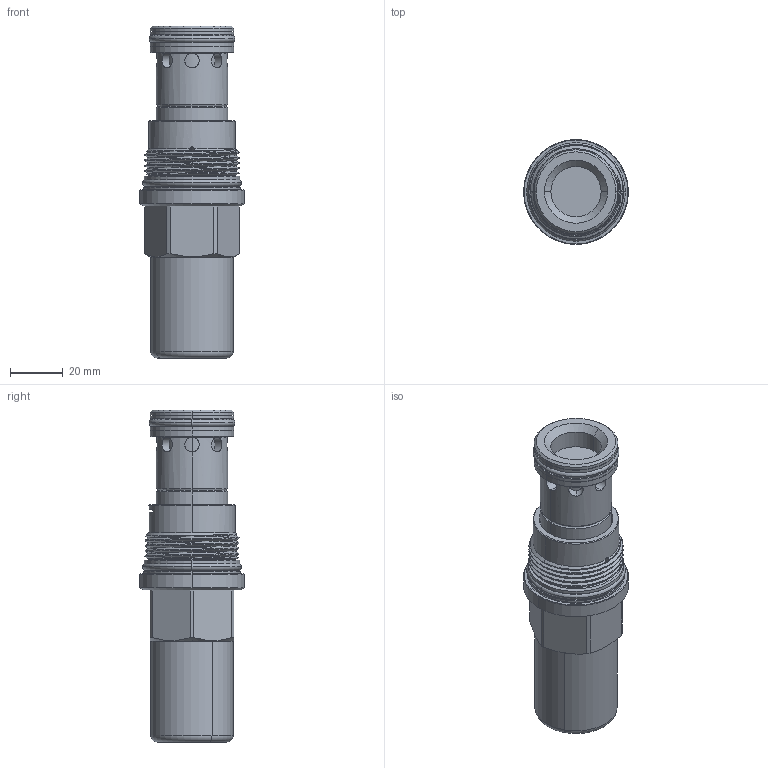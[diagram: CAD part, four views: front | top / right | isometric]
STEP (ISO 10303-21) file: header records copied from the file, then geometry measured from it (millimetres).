
FILE_DESCRIPTION (( 'STEP AP203' ), '1' );
FILE_NAME ('RP16A22-C.STEP', '2020-03-24T00:55:18', ( '' ), ( '' ), 'SwSTEP 2.0', 'SolidWorks 2018', '' );
FILE_SCHEMA (( 'CONFIG_CONTROL_DESIGN' ));
Length unit declared in the file: millimetre
Products named in the file (1): RP16A22-C
Bounding box: 39.67 x 39.67 x 125.59 mm (x, y, z)
Volume: 83111.7 mm3; surface area: 28017 mm2
Topology: 6 solids, 6 shells, 295 faces, 694 edges, 429 vertices
Faces by surface type: cylinder 131, plane 58, torus 57, cone 39, bspline 10
Entity records: 16597 total; most frequent: CARTESIAN_POINT 9970, DIRECTION 1383, ORIENTED_EDGE 1380, EDGE_CURVE 690, AXIS2_PLACEMENT_3D 582, VERTEX_POINT 429, EDGE_LOOP 325, CIRCLE 296
